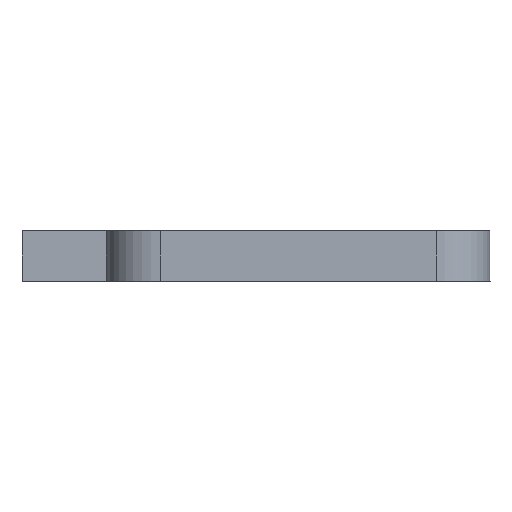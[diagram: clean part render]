
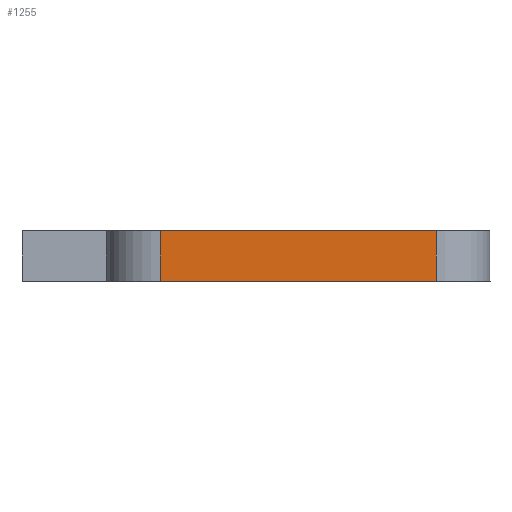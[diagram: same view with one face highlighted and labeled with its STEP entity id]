
A CAD part, left-side view. The second image highlights one B-rep face of the part: STEP entity #1255.
In plain terms, the highlighted planar face has unit normal (-1, 0, 0).
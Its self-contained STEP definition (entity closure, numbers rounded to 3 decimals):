
#79=PLANE('',#1349);
#143=FACE_OUTER_BOUND('',#225,.T.);
#225=EDGE_LOOP('',(#1138,#1139,#1140,#1141));
#286=LINE('',#1810,#430);
#344=LINE('',#1940,#488);
#371=LINE('',#2054,#515);
#372=LINE('',#2056,#516);
#430=VECTOR('',#1450,10.);
#488=VECTOR('',#1570,10.);
#515=VECTOR('',#1655,10.);
#516=VECTOR('',#1658,10.);
#600=VERTEX_POINT('',#1807);
#601=VERTEX_POINT('',#1809);
#641=VERTEX_POINT('',#1937);
#642=VERTEX_POINT('',#1939);
#721=EDGE_CURVE('',#600,#601,#286,.T.);
#787=EDGE_CURVE('',#641,#642,#344,.T.);
#829=EDGE_CURVE('',#642,#600,#371,.T.);
#830=EDGE_CURVE('',#601,#641,#372,.T.);
#1138=ORIENTED_EDGE('',*,*,#829,.F.);
#1139=ORIENTED_EDGE('',*,*,#787,.F.);
#1140=ORIENTED_EDGE('',*,*,#830,.F.);
#1141=ORIENTED_EDGE('',*,*,#721,.F.);
#1255=ADVANCED_FACE('',(#143),#79,.T.);
#1349=AXIS2_PLACEMENT_3D('',#2055,#1656,#1657);
#1450=DIRECTION('',(0.,-1.,0.));
#1570=DIRECTION('',(0.,1.,0.));
#1655=DIRECTION('',(0.,0.,1.));
#1656=DIRECTION('center_axis',(-1.,0.,0.));
#1657=DIRECTION('ref_axis',(0.,0.,1.));
#1658=DIRECTION('',(0.,0.,-1.));
#1807=CARTESIAN_POINT('',(-22.4,280.001,782.5));
#1809=CARTESIAN_POINT('',(-22.4,234.001,782.5));
#1810=CARTESIAN_POINT('',(-22.4,235.001,782.5));
#1937=CARTESIAN_POINT('',(-22.4,234.001,774.));
#1939=CARTESIAN_POINT('',(-22.4,280.001,774.));
#1940=CARTESIAN_POINT('',(-22.4,279.001,774.));
#2054=CARTESIAN_POINT('',(-22.4,280.001,780.5));
#2055=CARTESIAN_POINT('Origin',(-22.4,235.001,780.5));
#2056=CARTESIAN_POINT('',(-22.4,234.001,780.5));
